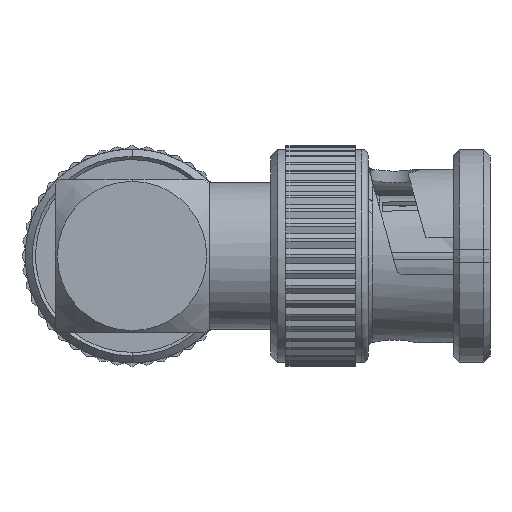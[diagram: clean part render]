
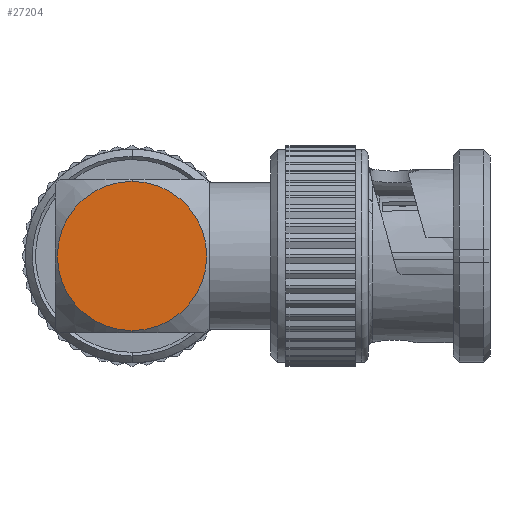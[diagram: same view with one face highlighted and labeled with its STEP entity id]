
A CAD part, left-side view. The second image highlights one B-rep face of the part: STEP entity #27204.
In plain terms, the highlighted face is planar.
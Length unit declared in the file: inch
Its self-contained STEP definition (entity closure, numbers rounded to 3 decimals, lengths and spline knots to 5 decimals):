
#2272 = CARTESIAN_POINT ( 'NONE',  ( 0.8248, 0., -0.00591 ) ) ;
#2417 = DIRECTION ( 'NONE',  ( 0., -1., 0. ) ) ;
#4747 = VERTEX_POINT ( 'NONE', #26050 ) ;
#6841 = CIRCLE ( 'NONE', #12299, 0.19094 ) ;
#7582 = CARTESIAN_POINT ( 'NONE',  ( 0.8248, 0.19094, -0.19685 ) ) ;
#8026 = CARTESIAN_POINT ( 'NONE',  ( 0.8248, 0., -0.19685 ) ) ;
#9544 = FACE_OUTER_BOUND ( 'NONE', #20059, .T. ) ;
#11554 = PLANE ( 'NONE',  #13476 ) ;
#11706 = DIRECTION ( 'NONE',  ( -1., 0., 0. ) ) ;
#12252 = ORIENTED_EDGE ( 'NONE', *, *, #21179, .F. ) ;
#12299 = AXIS2_PLACEMENT_3D ( 'NONE', #8026, #17459, #26801 ) ;
#13476 = AXIS2_PLACEMENT_3D ( 'NONE', #2272, #16502, #25381 ) ;
#14349 = VERTEX_POINT ( 'NONE', #7582 ) ;
#14627 = ORIENTED_EDGE ( 'NONE', *, *, #23603, .F. ) ;
#16502 = DIRECTION ( 'NONE',  ( 1., 0., 0. ) ) ;
#17459 = DIRECTION ( 'NONE',  ( -1., 0., 0. ) ) ;
#20059 = EDGE_LOOP ( 'NONE', ( #14627, #12252 ) ) ;
#21179 = EDGE_CURVE ( 'NONE', #14349, #4747, #6841, .T. ) ;
#23603 = EDGE_CURVE ( 'NONE', #4747, #14349, #25590, .T. ) ;
#25381 = DIRECTION ( 'NONE',  ( 0., 0., 1. ) ) ;
#25590 = CIRCLE ( 'NONE', #28605, 0.19094 ) ;
#26050 = CARTESIAN_POINT ( 'NONE',  ( 0.8248, -0.19094, -0.19685 ) ) ;
#26462 = CARTESIAN_POINT ( 'NONE',  ( 0.8248, 0., -0.19685 ) ) ;
#26801 = DIRECTION ( 'NONE',  ( 0., -1., 0. ) ) ;
#27204 = ADVANCED_FACE ( 'NONE', ( #9544 ), #11554, .T. ) ;
#28605 = AXIS2_PLACEMENT_3D ( 'NONE', #26462, #11706, #2417 ) ;
